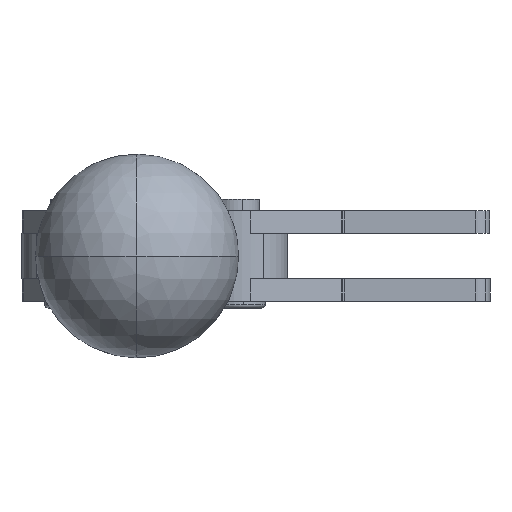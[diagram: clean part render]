
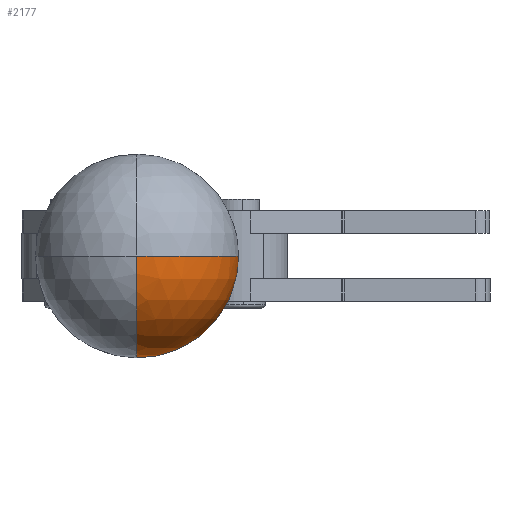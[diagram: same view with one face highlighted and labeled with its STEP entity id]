
A CAD part, left-side view. The second image highlights one B-rep face of the part: STEP entity #2177.
In plain terms, the highlighted spherical face has radius 18 mm.
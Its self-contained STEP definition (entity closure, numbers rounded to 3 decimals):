
#2125=CARTESIAN_POINT('',(-94.31,58.376,-56.473));
#2126=VERTEX_POINT('',#2125);
#2134=CARTESIAN_POINT('',(-92.819,40.437,-38.473));
#2135=VERTEX_POINT('',#2134);
#2143=CARTESIAN_POINT('',(-94.31,58.376,-38.473));
#2144=DIRECTION('',(-0.997,-0.083,0.));
#2145=DIRECTION('',(0.083,-0.997,0.));
#2146=AXIS2_PLACEMENT_3D('',#2143,#2144,#2145);
#2147=CIRCLE('',#2146,18.);
#2148=EDGE_CURVE('',#2126,#2135,#2147,.T.);
#2153=CARTESIAN_POINT('',(-94.31,58.376,-38.473));
#2154=DIRECTION('',(0.0,0.0,1.0));
#2155=DIRECTION('',(-1.,0.005,0.));
#2156=AXIS2_PLACEMENT_3D('',#2153,#2154,#2155);
#2157=SPHERICAL_SURFACE('',#2156,18.);
#2158=CARTESIAN_POINT('',(-112.31,58.47,-38.473));
#2159=VERTEX_POINT('',#2158);
#2160=CARTESIAN_POINT('',(-94.31,58.376,-38.473));
#2161=DIRECTION('',(0.005,1.,0.0));
#2162=DIRECTION('',(0.0,0.0,-1.0));
#2163=AXIS2_PLACEMENT_3D('',#2160,#2161,#2162);
#2164=CIRCLE('',#2163,18.);
#2165=EDGE_CURVE('',#2126,#2159,#2164,.T.);
#2166=ORIENTED_EDGE('',*,*,#2165,.F.);
#2167=ORIENTED_EDGE('',*,*,#2148,.T.);
#2168=CARTESIAN_POINT('',(-94.31,58.376,-38.473));
#2169=DIRECTION('',(0.,0.,1.));
#2170=DIRECTION('',(-1.,0.005,0.));
#2171=AXIS2_PLACEMENT_3D('',#2168,#2169,#2170);
#2172=CIRCLE('',#2171,18.0);
#2173=EDGE_CURVE('',#2159,#2135,#2172,.T.);
#2174=ORIENTED_EDGE('',*,*,#2173,.F.);
#2175=EDGE_LOOP('',(#2166,#2167,#2174));
#2176=FACE_OUTER_BOUND('',#2175,.T.);
#2177=ADVANCED_FACE('',(#2176),#2157,.T.);
